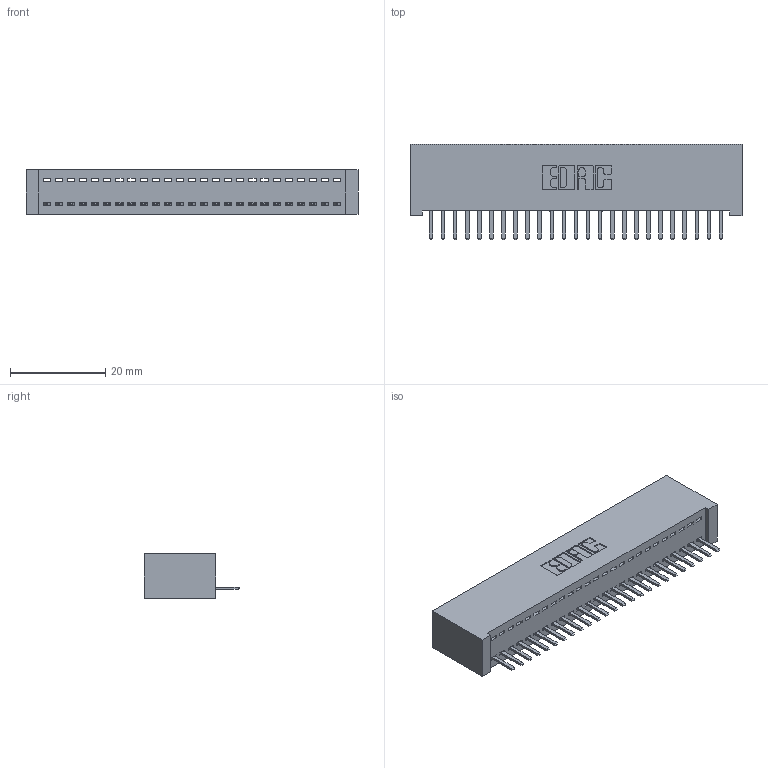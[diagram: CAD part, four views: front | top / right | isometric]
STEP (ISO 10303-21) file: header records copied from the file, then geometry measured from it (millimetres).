
FILE_DESCRIPTION (( 'STEP AP203' ), '1' );
FILE_NAME ('342-025-520-101.STEP', '2018-08-11T03:14:07', ( '' ), ( '' ), 'SwSTEP 2.0', 'SolidWorks 2016', '' );
FILE_SCHEMA (( 'CONFIG_CONTROL_DESIGN' ));
Length unit declared in the file: inch
Products named in the file (3): 345-292-001_345-293-120; 342-025-520-101; 342 Part_Lugless
Assembly tree (26 placements, depth 2):
  342-025-520-101
    342 Part_Lugless
    345-292-001_345-293-120  x25
Bounding box: 69.75 x 20.02 x 9.4 mm (x, y, z)
Volume: 6390 mm3; surface area: 9159.3 mm2
Topology: 26 solids, 26 shells, 1652 faces, 4875 edges, 3182 vertices
Faces by surface type: plane 1162, cylinder 490
Entity records: 17187 total; most frequent: CARTESIAN_POINT 2985, ORIENTED_EDGE 2934, DIRECTION 2533, EDGE_CURVE 1467, VECTOR 1343, LINE 1343, VERTEX_POINT 974, AXIS2_PLACEMENT_3D 595
